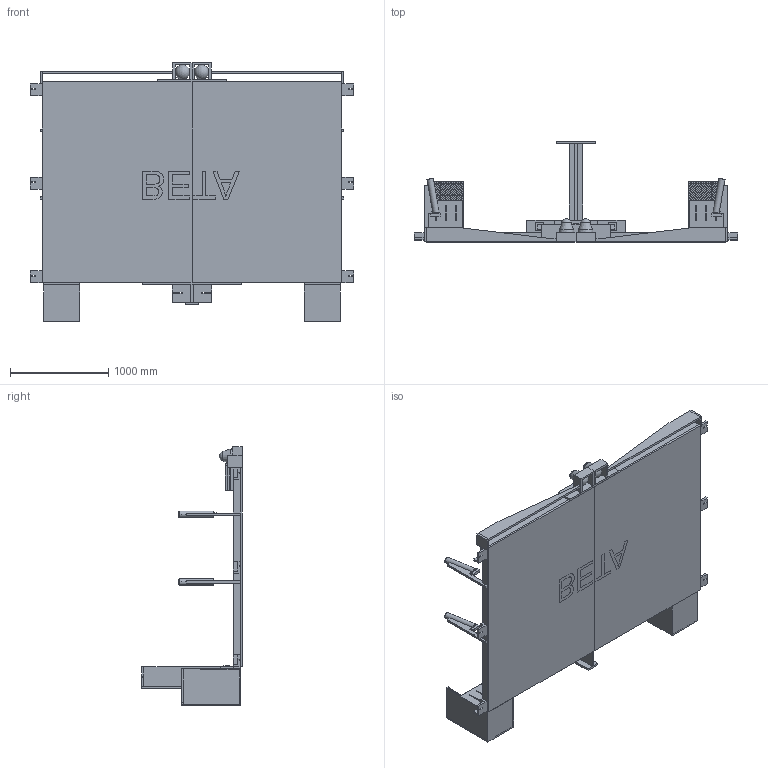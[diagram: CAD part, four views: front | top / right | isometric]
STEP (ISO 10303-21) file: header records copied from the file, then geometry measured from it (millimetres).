
FILE_DESCRIPTION(/* description */ (''),/* implementation_level */ '2;1');
FILE_NAME(/* name */ 'tableElements v47.step',/* time_stamp */ '2017-09-23T11:37:40+02:00',/* author */ (''),/* organization */ (''),/* preprocessor_version */ 'ST-DEVELOPER v16.13',/* originating_system */ 'Autodesk Translation Framework v6.1.1.50',/* authorisation */ '');
FILE_SCHEMA (('AUTOMOTIVE_DESIGN { 1 0 10303 214 3 1 1 }'));
Length unit declared in the file: millimetre
Products named in the file (33): tableElements v47; Ballon v7; EnsCube v8; EnsCube v8_1; EnsCube v8_2; EnsCube v8_3; EnsCube v8_4; EnsCube v8_5; Cube v6; table2018v2 v123; EpurationEau v10; SupportBallon2 v3; SupportBallon v2; SupportEau v7; SupportEau v7_1; SupportBaliseCentral v13; ChateauEauP2 v9; ChateauEauP1 v11; ChateauEauP2 v2(Mirror); SupportBalise v5; SupportEau v7_2; SupportEau v7_3; SupportEau2 v3; SupportEau1 v6; SupportEau3 v2; RampeBallon v4; SupportRampeBallon v5; SupportPlanInterupteur v7; Interrupteur v3; Filet v3; SupportBaliseCoteVert v2; PlanMaison v7; Balle v4
Assembly tree (115 placements, depth 4):
  tableElements v47
    Ballon v7  x2
    EnsCube v8
      Cube v6  x5
    EnsCube v8_1
      Cube v6  x5
    EnsCube v8_2
      Cube v6  x5
    EnsCube v8_3
      Cube v6  x5
    EnsCube v8_4
      Cube v6  x5
    EnsCube v8_5
      Cube v6  x5
    table2018v2 v123
      EpurationEau v10
      RampeBallon v4  x2
      SupportRampeBallon v5  x2
      SupportBallon v2  x2
      SupportBallon2 v3
      SupportEau v7
        SupportEau2 v3
        SupportEau1 v6
        SupportEau3 v2
      SupportEau v7_1
        SupportEau2 v3
        SupportEau1 v6
        SupportEau3 v2
      SupportBaliseCentral v13
      ChateauEauP2 v9
      ChateauEauP1 v11
        ChateauEauP2 v2(Mirror)
      SupportBalise v5  x3
      SupportEau v7_2
        SupportEau2 v3
        SupportEau1 v6
        SupportEau3 v2
      SupportEau v7_3
        SupportEau2 v3
        SupportEau1 v6
        SupportEau3 v2
      SupportPlanInterupteur v7
      Interrupteur v3  x2
      Filet v3  x4
      SupportBaliseCoteVert v2  x3
    PlanMaison v7  x3
    Balle v4  x32
Bounding box: 3288 x 1022 x 2630 mm (x, y, z)
Volume: 221021231.2 mm3; surface area: 25123847.6 mm2
Topology: 136 solids, 136 shells, 5016 faces, 14330 edges, 9482 vertices
Faces by surface type: plane 4898, cylinder 46, sphere 36, bspline 26, cone 10
Full cylindrical faces by diameter (mm): 5 x12, 58 x4, 63 x4
Entity records: 53317 total; most frequent: CARTESIAN_POINT 9747, ORIENTED_EDGE 9022, DIRECTION 7989, EDGE_CURVE 4498, LINE 4389, VECTOR 4389, VERTEX_POINT 2986, EDGE_LOOP 1995
